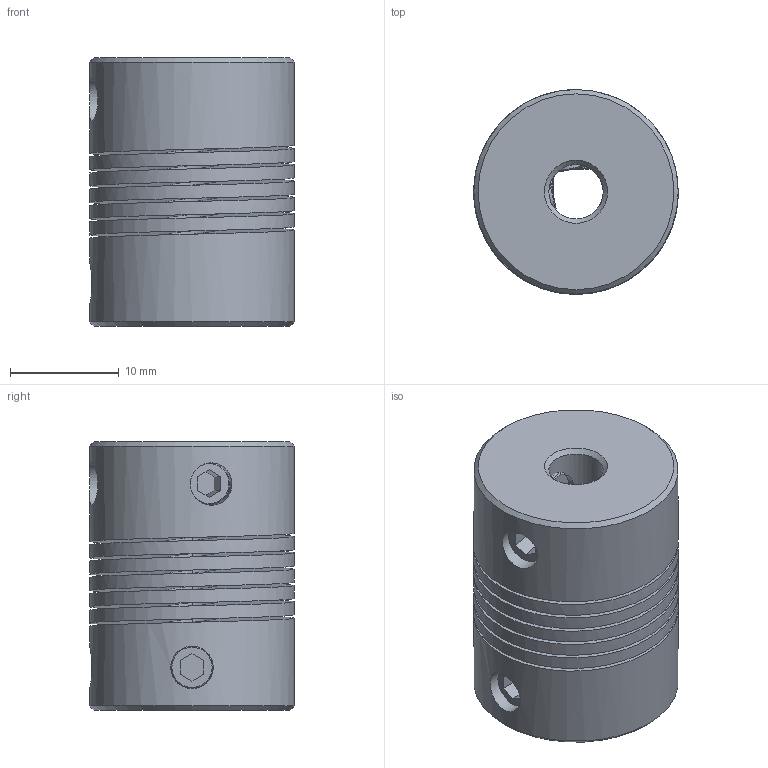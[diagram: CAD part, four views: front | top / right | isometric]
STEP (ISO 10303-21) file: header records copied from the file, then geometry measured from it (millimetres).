
FILE_DESCRIPTION(('FreeCAD Model'),'2;1');
FILE_NAME('beam-coupling-5mm-5mm.step','2014-11-02T18:58:33',( 'FreeCAD'),('FreeCAD'),'Open CASCADE STEP processor 6.7','FreeCAD', 'Unknown');
FILE_SCHEMA(('AUTOMOTIVE_DESIGN_CC2 { 1 2 10303 214 -1 1 5 4 }'));
Length unit declared in the file: millimetre
Products named in the file (1): coupling-compound
Bounding box: 18.8 x 18.8 x 24.7 mm (x, y, z)
Volume: 5793.5 mm3; surface area: 6072.5 mm2
Topology: 5 solids, 5 shells, 76 faces, 182 edges, 116 vertices
Faces by surface type: plane 40, cylinder 22, cone 12, bspline 2
Full cylindrical faces by diameter (mm): 3.9 x8, 5 x7, 18.8 x7
Entity records: 26060 total; most frequent: CARTESIAN_POINT 22020, DIRECTION 570, ORIENTED_EDGE 364, PCURVE 364, DEFINITIONAL_REPRESENTATION 364, LINE 352, VECTOR 352, EDGE_CURVE 182
